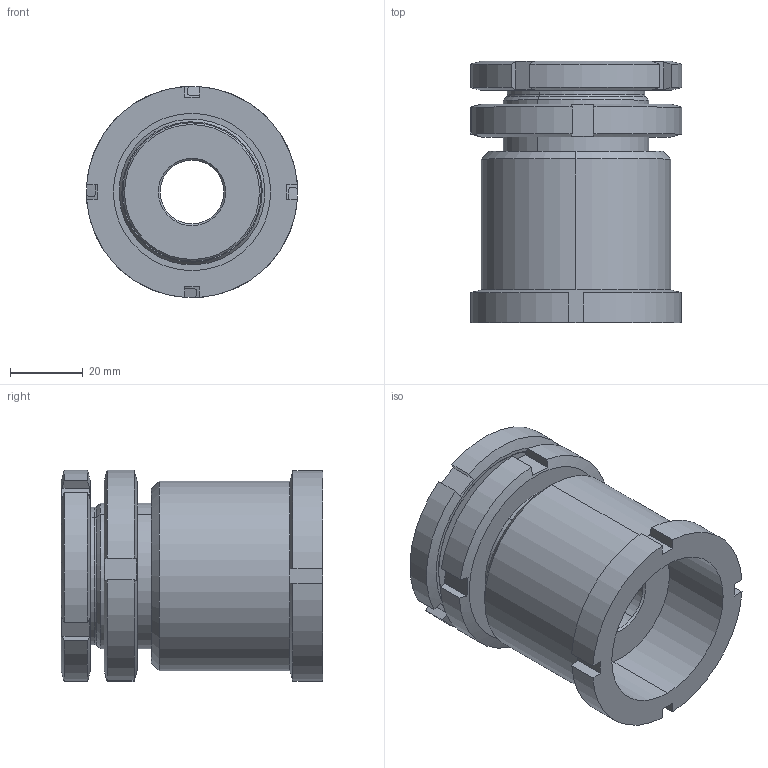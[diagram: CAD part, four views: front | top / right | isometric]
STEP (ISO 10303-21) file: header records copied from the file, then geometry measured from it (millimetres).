
FILE_DESCRIPTION (( 'STEP AP214' ), '1' );
FILE_NAME ('HVSK 40-17.5 0 A1.STEP', '2015-08-18T15:01:43', ( '' ), ( '' ), 'SwSTEP 2.0', 'SolidWorks 2015', '' );
FILE_SCHEMA (( 'AUTOMOTIVE_DESIGN' ));
Length unit declared in the file: millimetre
Products named in the file (4): HVS 40 2-0 A1; HVS 40-17.5 1-0 A1; HVSK 40-17.5 0 A1; KM 40-0 A1
Assembly tree (3 placements, depth 2):
  HVSK 40-17.5 0 A1
    HVS 40 2-0 A1
    HVS 40-17.5 1-0 A1
    KM 40-0 A1
Bounding box: 57.96 x 71.73 x 57.96 mm (x, y, z)
Volume: 113352.8 mm3; surface area: 37293.4 mm2
Topology: 3 solids, 3 shells, 121 faces, 292 edges, 182 vertices
Faces by surface type: plane 47, cone 32, cylinder 32, torus 10
Entity records: 3938 total; most frequent: CARTESIAN_POINT 937, DIRECTION 586, ORIENTED_EDGE 584, EDGE_CURVE 292, AXIS2_PLACEMENT_3D 239, VERTEX_POINT 182, EDGE_LOOP 132, FACE_OUTER_BOUND 121
